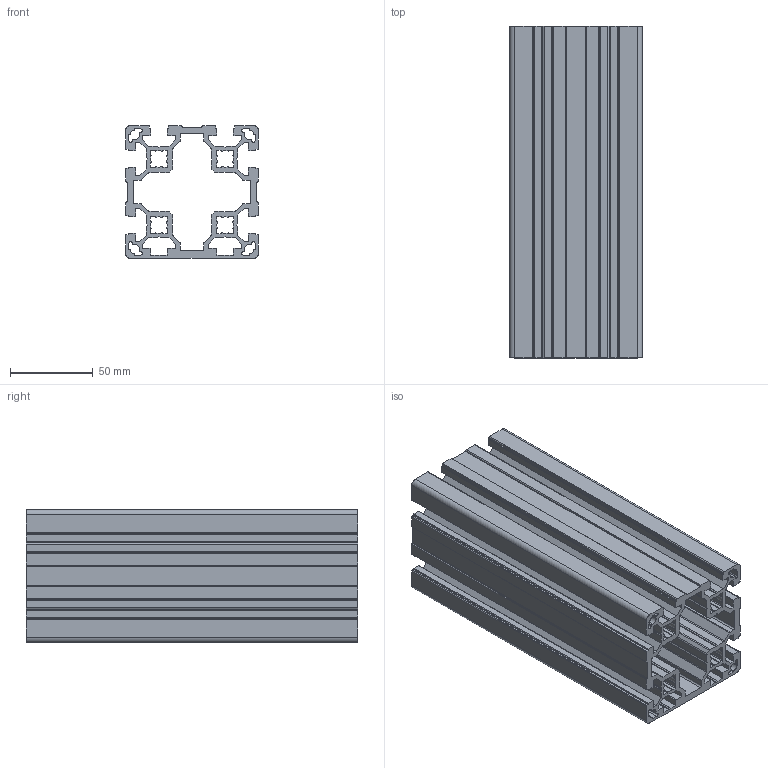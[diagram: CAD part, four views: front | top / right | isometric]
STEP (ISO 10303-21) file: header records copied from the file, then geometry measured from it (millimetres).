
FILE_DESCRIPTION(/* description */ ('Aluminiumprofil 80x80L 6N'),/* implementation_level */ '2;1');
FILE_NAME(/* name */ '411993423 Aluminiumprofil 80x80L 6N.stp',/* time_stamp */ '2019-07-04T09:02:35+02:00',/* author */ ('wheldmann'),/* organization */ (''),/* preprocessor_version */ 'ST-DEVELOPER v17.2',/* originating_system */ 'Autodesk Inventor 2019',/* authorisation */ ' ');
FILE_SCHEMA (('AUTOMOTIVE_DESIGN { 1 0 10303 214 3 1 1 }'));
Length unit declared in the file: millimetre
Products named in the file (1): 411993423
Bounding box: 80 x 200 x 80 mm (x, y, z)
Volume: 383521.2 mm3; surface area: 245734.9 mm2
Topology: 1 solids, 1 shells, 576 faces, 1722 edges, 1148 vertices
Faces by surface type: plane 304, cylinder 272
Entity records: 19595 total; most frequent: CARTESIAN_POINT 3447, ORIENTED_EDGE 3444, DIRECTION 3420, EDGE_CURVE 1722, LINE 1178, VECTOR 1178, VERTEX_POINT 1148, AXIS2_PLACEMENT_3D 1121
